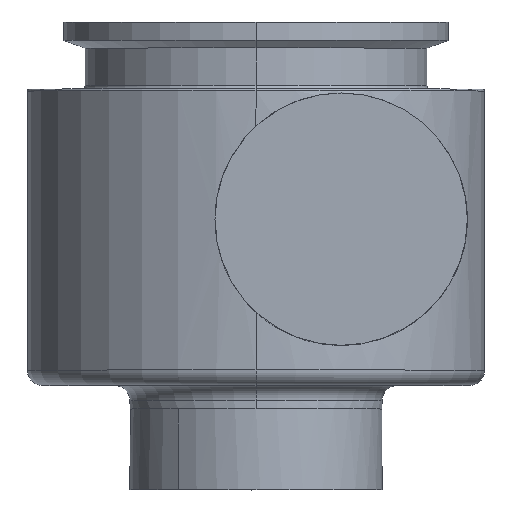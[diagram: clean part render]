
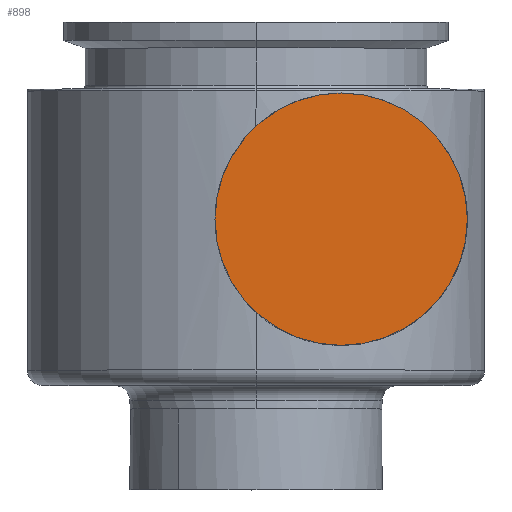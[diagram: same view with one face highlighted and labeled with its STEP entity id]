
A CAD part, top view. The second image highlights one B-rep face of the part: STEP entity #898.
In plain terms, the highlighted planar face has unit normal (0, 0, 1).
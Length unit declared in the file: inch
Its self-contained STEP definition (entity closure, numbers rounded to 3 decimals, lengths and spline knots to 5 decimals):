
#56 = CIRCLE ( 'NONE', #1077, 1. ) ;
#74 = ORIENTED_EDGE ( 'NONE', *, *, #726, .F. ) ;
#80 = VERTEX_POINT ( 'NONE', #833 ) ;
#213 = PLANE ( 'NONE',  #858 ) ;
#280 = DIRECTION ( 'NONE',  ( 0., 0., -1. ) ) ;
#338 = FACE_OUTER_BOUND ( 'NONE', #1141, .T. ) ;
#384 = DIRECTION ( 'NONE',  ( -1., 0., 0. ) ) ;
#460 = DIRECTION ( 'NONE',  ( 0., 0., -1. ) ) ;
#599 = ORIENTED_EDGE ( 'NONE', *, *, #759, .F. ) ;
#643 = CARTESIAN_POINT ( 'NONE',  ( 1.675, 0., 3.015 ) ) ;
#726 = EDGE_CURVE ( 'NONE', #1046, #80, #746, .T. ) ;
#746 = CIRCLE ( 'NONE', #884, 1. ) ;
#759 = EDGE_CURVE ( 'NONE', #80, #1046, #56, .T. ) ;
#807 = CARTESIAN_POINT ( 'NONE',  ( 0.675, 0., 3.015 ) ) ;
#833 = CARTESIAN_POINT ( 'NONE',  ( -0.325, 0., 3.015 ) ) ;
#858 = AXIS2_PLACEMENT_3D ( 'NONE', #1111, #923, #384 ) ;
#884 = AXIS2_PLACEMENT_3D ( 'NONE', #807, #280, #896 ) ;
#896 = DIRECTION ( 'NONE',  ( -1., 0., 0. ) ) ;
#898 = ADVANCED_FACE ( 'NONE', ( #338 ), #213, .F. ) ;
#923 = DIRECTION ( 'NONE',  ( 0., 0., -1. ) ) ;
#998 = CARTESIAN_POINT ( 'NONE',  ( 0.675, 0., 3.015 ) ) ;
#1046 = VERTEX_POINT ( 'NONE', #643 ) ;
#1077 = AXIS2_PLACEMENT_3D ( 'NONE', #998, #460, #1091 ) ;
#1091 = DIRECTION ( 'NONE',  ( -1., 0., 0. ) ) ;
#1111 = CARTESIAN_POINT ( 'NONE',  ( 0.675, 0., 3.015 ) ) ;
#1141 = EDGE_LOOP ( 'NONE', ( #599, #74 ) ) ;
